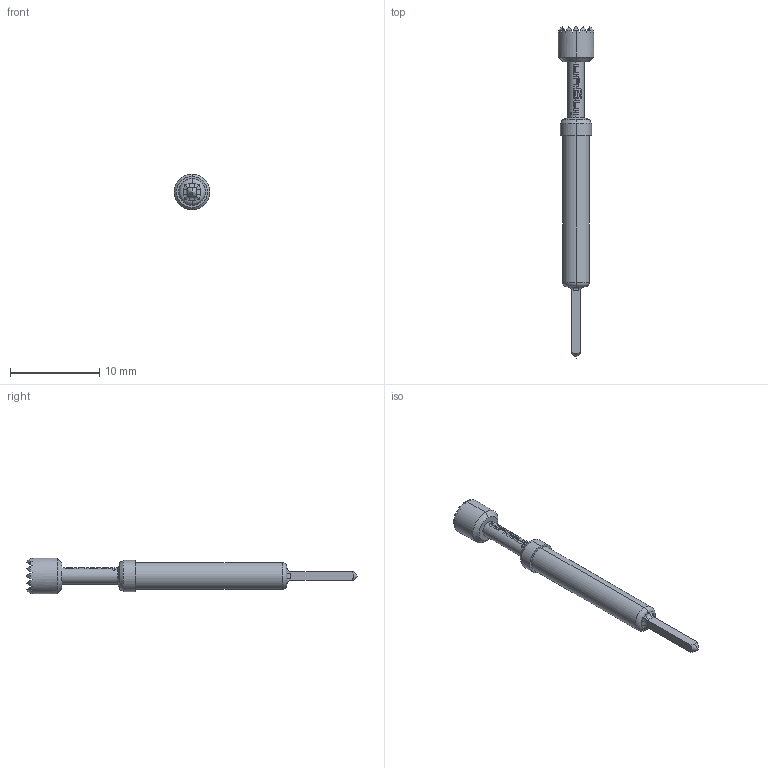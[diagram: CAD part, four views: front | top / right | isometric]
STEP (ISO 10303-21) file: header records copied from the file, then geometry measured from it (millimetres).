
FILE_DESCRIPTION (( 'STEP AP203' ), '1' );
FILE_NAME ('INGUN_GKS-103_206_400_A_xx02_W.STEP', '2021-12-14T13:58:51', ( 'ochi' ), ( '' ), 'SwSTEP 2.0', 'SolidWorks 2018', '' );
FILE_SCHEMA (( 'CONFIG_CONTROL_DESIGN' ));
Length unit declared in the file: millimetre
Products named in the file (1): INGUN_GKS-103_206_400_A_xx02_W
Bounding box: 4 x 37.3 x 4 mm (x, y, z)
Volume: 204.1 mm3; surface area: 331.5 mm2
Topology: 1 solids, 1 shells, 209 faces, 507 edges, 301 vertices
Faces by surface type: plane 93, bspline 67, cone 25, cylinder 22, torus 2
Entity records: 7493 total; most frequent: CARTESIAN_POINT 3408, ORIENTED_EDGE 1010, DIRECTION 540, EDGE_CURVE 505, VERTEX_POINT 301, B_SPLINE_CURVE_WITH_KNOTS 275, EDGE_LOOP 212, ADVANCED_FACE 209
